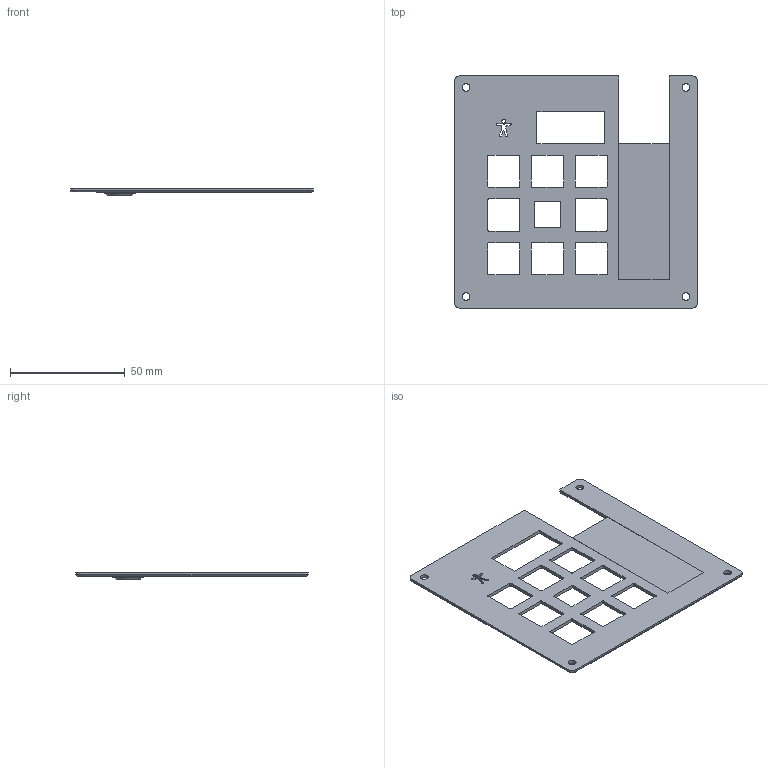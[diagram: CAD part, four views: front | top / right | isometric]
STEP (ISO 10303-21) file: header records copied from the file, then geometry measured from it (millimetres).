
FILE_DESCRIPTION(/* description */ (''),/* implementation_level */ '2;1');
FILE_NAME(/* name */ 'AA_CAD_Bottom.step',/* time_stamp */ '2025-07-10T20:30:25-04:00',/* author */ (''),/* organization */ (''),/* preprocessor_version */ 'ST-DEVELOPER v20.1',/* originating_system */ 'Autodesk Translation Framework v14.10.0.0',/* authorisation */ '');
FILE_SCHEMA (('AUTOMOTIVE_DESIGN { 1 0 10303 214 3 1 1 }'));
Length unit declared in the file: millimetre
Products named in the file (2): 2025-07-08-21-28-48-311; 2025-07-08-23-28-20-050
Assembly tree (1 placements, depth 2):
  2025-07-08-21-28-48-311
    2025-07-08-23-28-20-050
Bounding box: 105.72 x 100.96 x 3 mm (x, y, z)
Volume: 11861.6 mm3; surface area: 17788 mm2
Topology: 2 solids, 2 shells, 156 faces, 437 edges, 288 vertices
Faces by surface type: plane 71, cylinder 68, bspline 11, torus 6
Full cylindrical faces by diameter (mm): 3.4 x4
Entity records: 5305 total; most frequent: CARTESIAN_POINT 1093, ORIENTED_EDGE 874, DIRECTION 851, EDGE_CURVE 437, VERTEX_POINT 288, AXIS2_PLACEMENT_3D 288, LINE 275, VECTOR 275
